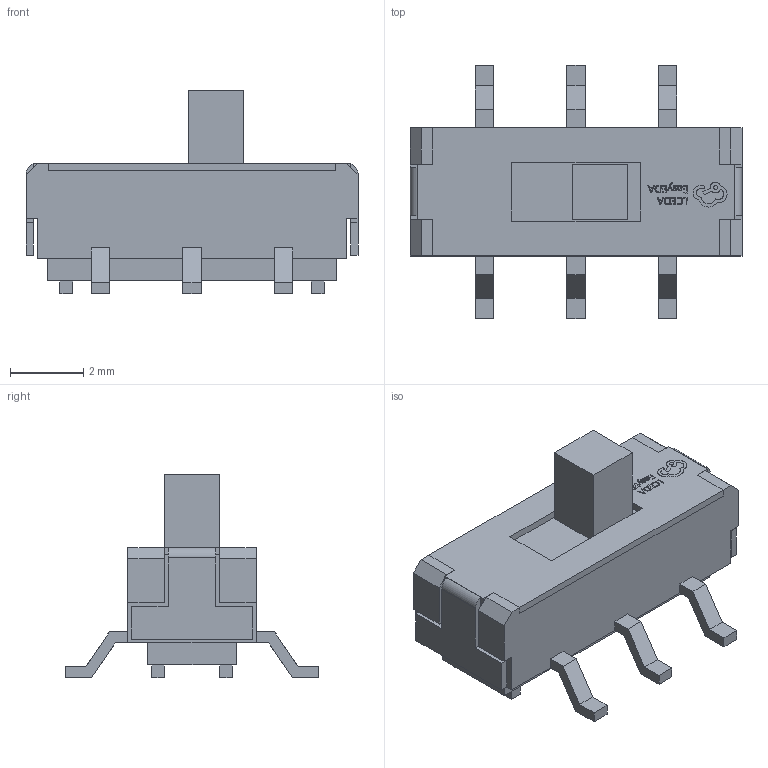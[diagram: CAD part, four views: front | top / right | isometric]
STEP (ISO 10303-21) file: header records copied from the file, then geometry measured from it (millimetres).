
FILE_DESCRIPTION (( 'STEP AP214' ), '1' );
FILE_NAME ('SW-SMD_SS-3235S-LX.step', '2022-07-26T15:40:51', ( '' ), ( '' ), 'SwSTEP 2.0', 'SolidWorks 2020', '' );
FILE_SCHEMA (( 'AUTOMOTIVE_DESIGN' ));
Length unit declared in the file: millimetre
Products named in the file (1): SW-SMD_SS-3235S-LX
Bounding box: 9.05 x 6.9 x 5.55 mm (x, y, z)
Volume: 97.6 mm3; surface area: 291.9 mm2
Topology: 31 solids, 31 shells, 528 faces, 1359 edges, 902 vertices
Faces by surface type: plane 414, bspline 112, cylinder 2
Entity records: 22528 total; most frequent: CARTESIAN_POINT 4894, ORIENTED_EDGE 2718, DIRECTION 1969, EDGE_CURVE 1359, VECTOR 1127, LINE 1127, VERTEX_POINT 902, EDGE_LOOP 557
